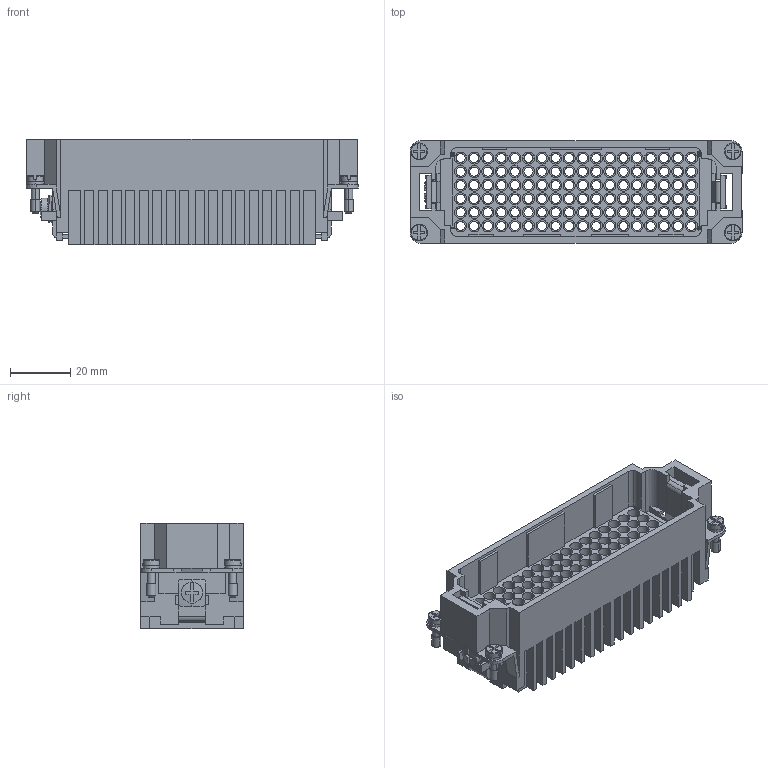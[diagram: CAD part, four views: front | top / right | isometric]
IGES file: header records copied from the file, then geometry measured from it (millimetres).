
Global section: file name: No Iges File Name specified; native system: AutoDesk Inventor R6.1; preprocessor: AutoDesk Inventor Iges Exporter R6.1; author: No Author specified; organization: No Organization specified; date: 20061214.143713; units: millimetre
Bounding box: 110.1 x 34 x 35.01 mm (x, y, z)
Volume: 40263.4 mm3; surface area: 53847.6 mm2
Topology: 1 solids, 1 shells, 1707 faces, 4244 edges, 2785 vertices
Faces by surface type: revolution 674, plane 627, bspline 354, cylinder 36, torus 8, cone 4, sphere 4
